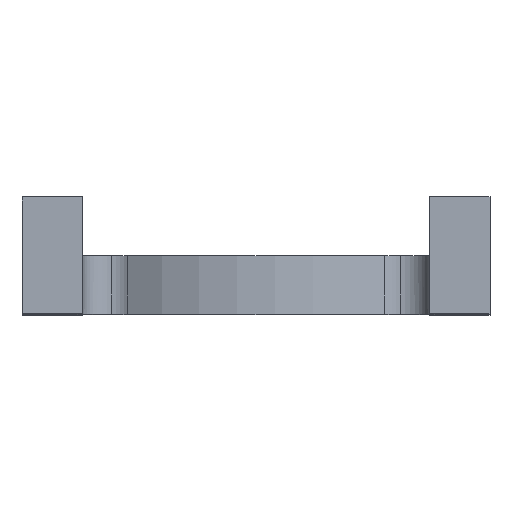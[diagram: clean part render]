
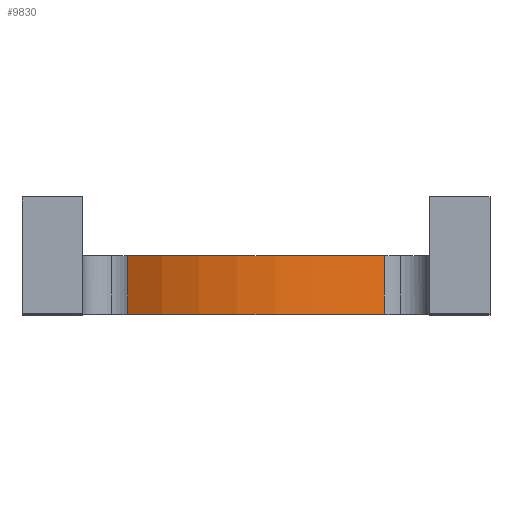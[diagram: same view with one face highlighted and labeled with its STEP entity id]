
A CAD part, top view. The second image highlights one B-rep face of the part: STEP entity #9830.
In plain terms, the highlighted cylindrical face has radius 12.7 mm (diameter 25.4 mm), a partial arc.
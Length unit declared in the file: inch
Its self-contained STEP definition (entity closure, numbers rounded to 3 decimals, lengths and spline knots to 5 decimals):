
#390 = CARTESIAN_POINT ( 'NONE',  ( 0., 0., 0. ) ) ;
#774 = CARTESIAN_POINT ( 'NONE',  ( -0.27363, -0.47791, 0.41848 ) ) ;
#2128 = FACE_OUTER_BOUND ( 'NONE', #7623, .T. ) ;
#2344 = ORIENTED_EDGE ( 'NONE', *, *, #12076, .F. ) ;
#2546 = ORIENTED_EDGE ( 'NONE', *, *, #18179, .F. ) ;
#2738 = VERTEX_POINT ( 'NONE', #15276 ) ;
#3215 = CYLINDRICAL_SURFACE ( 'NONE', #14157, 0.5 ) ;
#4417 = DIRECTION ( 'NONE',  ( 0., 0., 1. ) ) ;
#4504 = VERTEX_POINT ( 'NONE', #6169 ) ;
#4592 = DIRECTION ( 'NONE',  ( 0., 1., 0. ) ) ;
#4631 = DIRECTION ( 'NONE',  ( 0., -1., 0. ) ) ;
#5478 = AXIS2_PLACEMENT_3D ( 'NONE', #390, #4592, #6004 ) ;
#6004 = DIRECTION ( 'NONE',  ( 0., 0., 1. ) ) ;
#6073 = CARTESIAN_POINT ( 'NONE',  ( 0., 0.125, 0. ) ) ;
#6169 = CARTESIAN_POINT ( 'NONE',  ( 0.27363, 0.125, 0.41848 ) ) ;
#6197 = ORIENTED_EDGE ( 'NONE', *, *, #6475, .T. ) ;
#6475 = EDGE_CURVE ( 'NONE', #2738, #9559, #12651, .T. ) ;
#7623 = EDGE_LOOP ( 'NONE', ( #6197, #7782, #2344, #2546 ) ) ;
#7782 = ORIENTED_EDGE ( 'NONE', *, *, #17221, .T. ) ;
#8036 = CIRCLE ( 'NONE', #13983, 0.5 ) ;
#8097 = DIRECTION ( 'NONE',  ( 0., 1., 0. ) ) ;
#8714 = VERTEX_POINT ( 'NONE', #17403 ) ;
#9440 = CARTESIAN_POINT ( 'NONE',  ( 0.27363, -0.47791, 0.41848 ) ) ;
#9559 = VERTEX_POINT ( 'NONE', #13639 ) ;
#9830 = ADVANCED_FACE ( 'NONE', ( #2128 ), #3215, .T. ) ;
#10292 = DIRECTION ( 'NONE',  ( 0., 1., 0. ) ) ;
#10825 = LINE ( 'NONE', #9440, #14572 ) ;
#12076 = EDGE_CURVE ( 'NONE', #8714, #4504, #8036, .T. ) ;
#12137 = VECTOR ( 'NONE', #14768, 39.37008 ) ;
#12651 = CIRCLE ( 'NONE', #5478, 0.5 ) ;
#13639 = CARTESIAN_POINT ( 'NONE',  ( 0.27363, 0., 0.41848 ) ) ;
#13983 = AXIS2_PLACEMENT_3D ( 'NONE', #6073, #10292, #4417 ) ;
#14157 = AXIS2_PLACEMENT_3D ( 'NONE', #14349, #4631, #15760 ) ;
#14349 = CARTESIAN_POINT ( 'NONE',  ( 0., 0.125, 0. ) ) ;
#14572 = VECTOR ( 'NONE', #8097, 39.37008 ) ;
#14768 = DIRECTION ( 'NONE',  ( 0., 1., 0. ) ) ;
#15276 = CARTESIAN_POINT ( 'NONE',  ( -0.27363, 0., 0.41848 ) ) ;
#15760 = DIRECTION ( 'NONE',  ( 0., 0., -1. ) ) ;
#16549 = LINE ( 'NONE', #774, #12137 ) ;
#17221 = EDGE_CURVE ( 'NONE', #9559, #4504, #10825, .T. ) ;
#17403 = CARTESIAN_POINT ( 'NONE',  ( -0.27363, 0.125, 0.41848 ) ) ;
#18179 = EDGE_CURVE ( 'NONE', #2738, #8714, #16549, .T. ) ;
